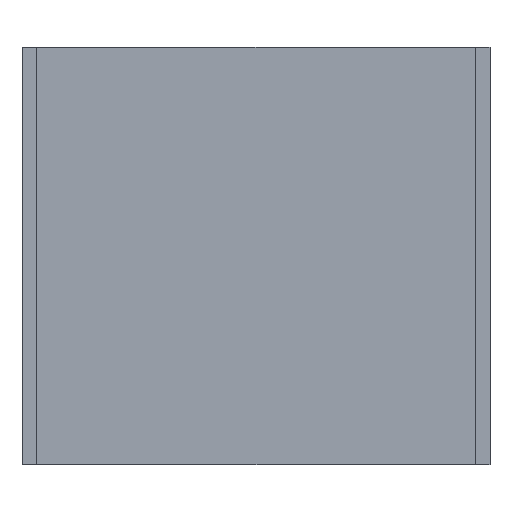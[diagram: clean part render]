
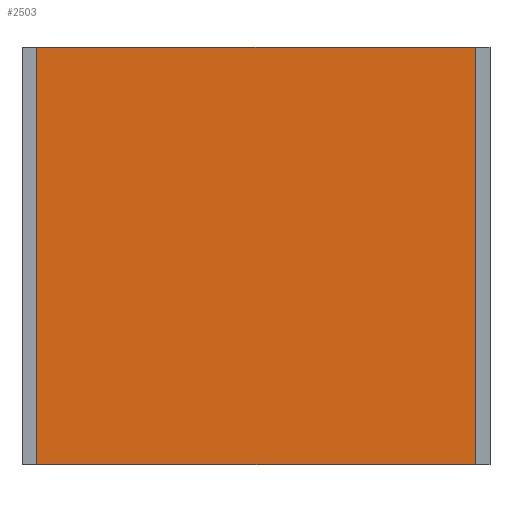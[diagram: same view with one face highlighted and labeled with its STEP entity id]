
A CAD part, front view. The second image highlights one B-rep face of the part: STEP entity #2503.
In plain terms, the highlighted planar face has unit normal (0, -1, 0).
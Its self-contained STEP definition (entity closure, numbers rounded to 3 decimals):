
#23 = VECTOR ( 'NONE', #178, 1000. ) ;
#31 = FACE_OUTER_BOUND ( 'NONE', #2304, .T. ) ;
#178 = DIRECTION ( 'NONE',  ( 0., 0., 1. ) ) ;
#223 = LINE ( 'NONE', #1755, #2029 ) ;
#229 = CARTESIAN_POINT ( 'NONE',  ( 15.39, 0., 0. ) ) ;
#419 = DIRECTION ( 'NONE',  ( 1., 0., 0. ) ) ;
#474 = DIRECTION ( 'NONE',  ( -1., 0., 0. ) ) ;
#527 = VERTEX_POINT ( 'NONE', #1718 ) ;
#561 = EDGE_CURVE ( 'NONE', #527, #2250, #223, .T. ) ;
#587 = CARTESIAN_POINT ( 'NONE',  ( 0., 0., 0. ) ) ;
#600 = VERTEX_POINT ( 'NONE', #2012 ) ;
#786 = LINE ( 'NONE', #229, #23 ) ;
#880 = ORIENTED_EDGE ( 'NONE', *, *, #1710, .T. ) ;
#940 = VECTOR ( 'NONE', #474, 1000. ) ;
#961 = LINE ( 'NONE', #2287, #1682 ) ;
#1155 = DIRECTION ( 'NONE',  ( 0., 0., -1. ) ) ;
#1203 = EDGE_CURVE ( 'NONE', #600, #2134, #2186, .T. ) ;
#1345 = DIRECTION ( 'NONE',  ( 0., 0., -1. ) ) ;
#1395 = ORIENTED_EDGE ( 'NONE', *, *, #1203, .F. ) ;
#1422 = EDGE_CURVE ( 'NONE', #600, #2250, #786, .T. ) ;
#1426 = AXIS2_PLACEMENT_3D ( 'NONE', #587, #1574, #1155 ) ;
#1562 = PLANE ( 'NONE',  #1426 ) ;
#1574 = DIRECTION ( 'NONE',  ( 0., -1., 0. ) ) ;
#1682 = VECTOR ( 'NONE', #1345, 1000. ) ;
#1710 = EDGE_CURVE ( 'NONE', #527, #2134, #961, .T. ) ;
#1718 = CARTESIAN_POINT ( 'NONE',  ( 0.49, 0., 0. ) ) ;
#1754 = CARTESIAN_POINT ( 'NONE',  ( 0.49, 0., -14.18 ) ) ;
#1755 = CARTESIAN_POINT ( 'NONE',  ( 0., 0., 0. ) ) ;
#2002 = CARTESIAN_POINT ( 'NONE',  ( 0., 0., -14.18 ) ) ;
#2012 = CARTESIAN_POINT ( 'NONE',  ( 15.39, 0., -14.18 ) ) ;
#2029 = VECTOR ( 'NONE', #419, 1000. ) ;
#2134 = VERTEX_POINT ( 'NONE', #1754 ) ;
#2186 = LINE ( 'NONE', #2002, #940 ) ;
#2250 = VERTEX_POINT ( 'NONE', #2395 ) ;
#2287 = CARTESIAN_POINT ( 'NONE',  ( 0.49, 0., 0. ) ) ;
#2304 = EDGE_LOOP ( 'NONE', ( #1395, #2468, #2325, #880 ) ) ;
#2325 = ORIENTED_EDGE ( 'NONE', *, *, #561, .F. ) ;
#2395 = CARTESIAN_POINT ( 'NONE',  ( 15.39, 0., 0. ) ) ;
#2468 = ORIENTED_EDGE ( 'NONE', *, *, #1422, .T. ) ;
#2503 = ADVANCED_FACE ( 'NONE', ( #31 ), #1562, .T. ) ;
